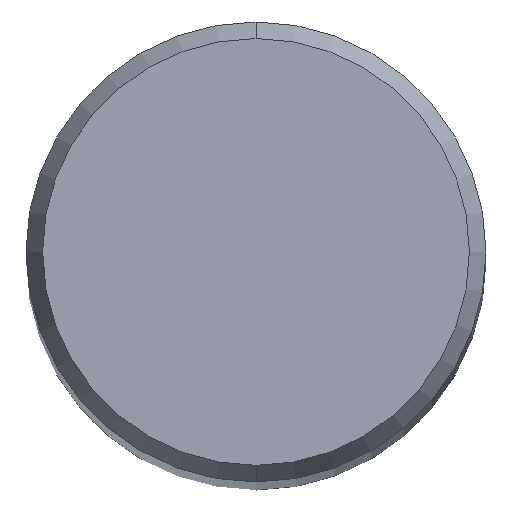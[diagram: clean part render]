
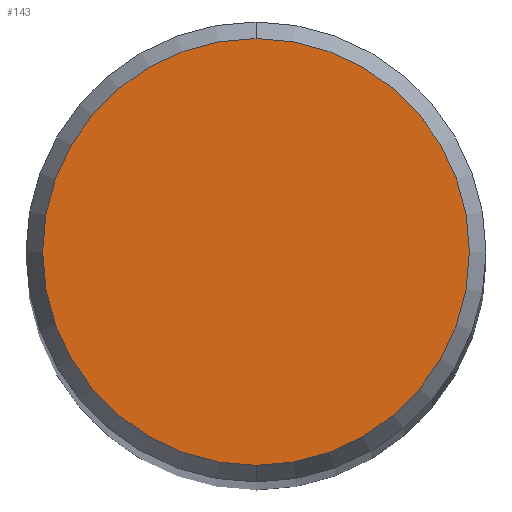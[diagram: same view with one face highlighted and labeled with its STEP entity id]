
A CAD part, top view. The second image highlights one B-rep face of the part: STEP entity #143.
In plain terms, the highlighted planar face has unit normal (0, 0, 1).
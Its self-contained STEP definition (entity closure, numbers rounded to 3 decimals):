
#87=EDGE_CURVE('',#123,#103,#218,.T.);
#103=VERTEX_POINT('',#235);
#123=VERTEX_POINT('',#256);
#143=ADVANCED_FACE('',(#277),#278,.T.);
#147=EDGE_CURVE('',#103,#123,#282,.T.);
#218=CIRCLE('',#357,2.946);
#235=CARTESIAN_POINT('',(0.0,2.946,0.0));
#256=CARTESIAN_POINT('',(0.,-2.946,0.0));
#277=FACE_OUTER_BOUND('',#437,.T.);
#278=PLANE('',#438);
#282=CIRCLE('',#444,2.946);
#357=AXIS2_PLACEMENT_3D('',#521,#522,#523);
#437=EDGE_LOOP('',(#577,#578));
#438=AXIS2_PLACEMENT_3D('',#579,#580,#581);
#444=AXIS2_PLACEMENT_3D('',#585,#586,#587);
#521=CARTESIAN_POINT('',(0.0,0.0,0.0));
#522=DIRECTION('',(0.0,0.0,-1.0));
#523=DIRECTION('',(0.0,1.0,0.0));
#577=ORIENTED_EDGE('',*,*,#147,.F.);
#578=ORIENTED_EDGE('',*,*,#87,.F.);
#579=CARTESIAN_POINT('',(0.0,1.473,0.0));
#580=DIRECTION('',(-0.0,0.0,1.0));
#581=DIRECTION('',(0.0,-1.0,0.0));
#585=CARTESIAN_POINT('',(0.0,0.0,0.0));
#586=DIRECTION('',(0.0,0.0,-1.0));
#587=DIRECTION('',(0.0,1.0,0.0));
